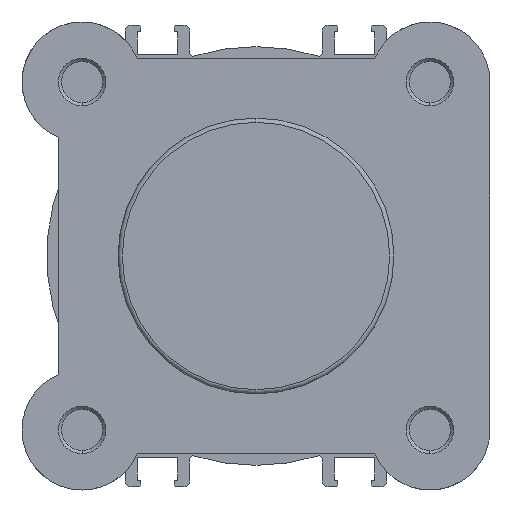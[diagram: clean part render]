
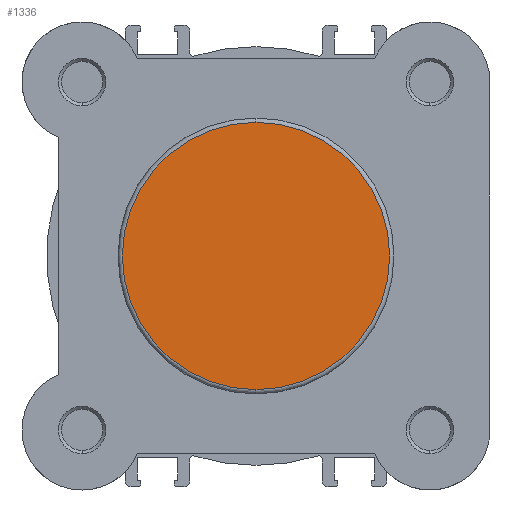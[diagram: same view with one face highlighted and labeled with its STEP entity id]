
A CAD part, left-side view. The second image highlights one B-rep face of the part: STEP entity #1336.
In plain terms, the highlighted planar face has unit normal (-1, 0, 0).
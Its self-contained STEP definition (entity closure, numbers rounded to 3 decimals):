
#10 = CIRCLE ( 'NONE', #7049, 21.7 ) ;
#1182 = EDGE_CURVE ( 'NONE', #6576, #5438, #10, .T. ) ;
#1236 = ORIENTED_EDGE ( 'NONE', *, *, #1182, .T. ) ;
#1271 = ORIENTED_EDGE ( 'NONE', *, *, #2823, .T. ) ;
#1336 = ADVANCED_FACE ( 'NONE', ( #1625 ), #4804, .F. ) ;
#1625 = FACE_OUTER_BOUND ( 'NONE', #2456, .T. ) ;
#2076 = CIRCLE ( 'NONE', #7347, 21.7 ) ;
#2456 = EDGE_LOOP ( 'NONE', ( #1271, #1236 ) ) ;
#2823 = EDGE_CURVE ( 'NONE', #5438, #6576, #2076, .T. ) ;
#3118 = CARTESIAN_POINT ( 'NONE',  ( 0., 0., -21.7 ) ) ;
#3324 = CARTESIAN_POINT ( 'NONE',  ( 0., 0., 21.7 ) ) ;
#4804 = PLANE ( 'NONE',  #7116 ) ;
#4805 = CARTESIAN_POINT ( 'NONE',  ( 0., 22.4, 0. ) ) ;
#4814 = DIRECTION ( 'NONE',  ( 1., 0., 0. ) ) ;
#4815 = DIRECTION ( 'NONE',  ( 0., 0., -1. ) ) ;
#5000 = CARTESIAN_POINT ( 'NONE',  ( 0., 0., 0. ) ) ;
#5383 = DIRECTION ( 'NONE',  ( -1., 0., 0. ) ) ;
#5438 = VERTEX_POINT ( 'NONE', #3118 ) ;
#5981 = CARTESIAN_POINT ( 'NONE',  ( 0., 0., 0. ) ) ;
#5983 = DIRECTION ( 'NONE',  ( -1., 0., 0. ) ) ;
#5985 = DIRECTION ( 'NONE',  ( 0., 0., -1. ) ) ;
#6134 = DIRECTION ( 'NONE',  ( 0., 0., -1. ) ) ;
#6576 = VERTEX_POINT ( 'NONE', #3324 ) ;
#7049 = AXIS2_PLACEMENT_3D ( 'NONE', #5000, #5383, #6134 ) ;
#7116 = AXIS2_PLACEMENT_3D ( 'NONE', #4805, #4814, #4815 ) ;
#7347 = AXIS2_PLACEMENT_3D ( 'NONE', #5981, #5983, #5985 ) ;
